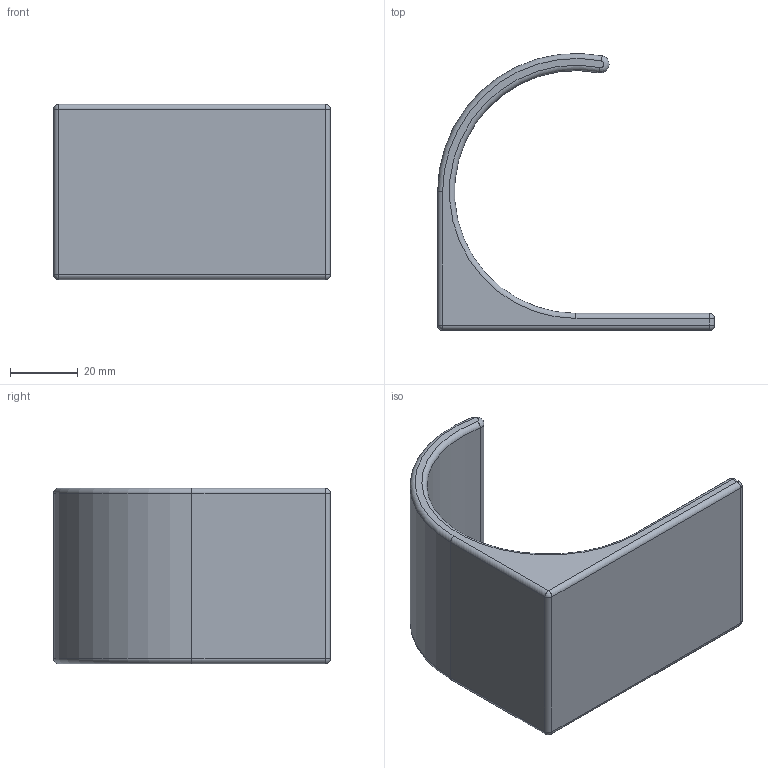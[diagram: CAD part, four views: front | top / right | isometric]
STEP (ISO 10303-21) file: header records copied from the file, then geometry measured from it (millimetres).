
FILE_DESCRIPTION(/* description */ (''),/* implementation_level */ '2;1');
FILE_NAME(/* name */ '80db26ef-cb7e-44f7-871e-e8a090426bb3.stp',/* time_stamp */ '2016-11-17T21:33:37+01:00',/* author */ (''),/* organization */ (''),/* preprocessor_version */ 'ST-DEVELOPER v16.5',/* originating_system */ 'Autodesk Translation Framework v5.2.0.2920',/* authorisation */ '');
FILE_SCHEMA (('AUTOMOTIVE_DESIGN { 1 0 10303 214 3 1 1 }'));
Length unit declared in the file: millimetre
Products named in the file (1): support
Bounding box: 82 x 81.98 x 52 mm (x, y, z)
Volume: 62855.7 mm3; surface area: 21045.1 mm2
Topology: 1 solids, 1 shells, 32 faces, 64 edges, 34 vertices
Faces by surface type: cylinder 14, sphere 6, plane 6, torus 4, bspline 2
Entity records: 860 total; most frequent: DIRECTION 164, CARTESIAN_POINT 159, ORIENTED_EDGE 128, AXIS2_PLACEMENT_3D 69, EDGE_CURVE 64, CIRCLE 38, VERTEX_POINT 34, FACE_OUTER_BOUND 32
